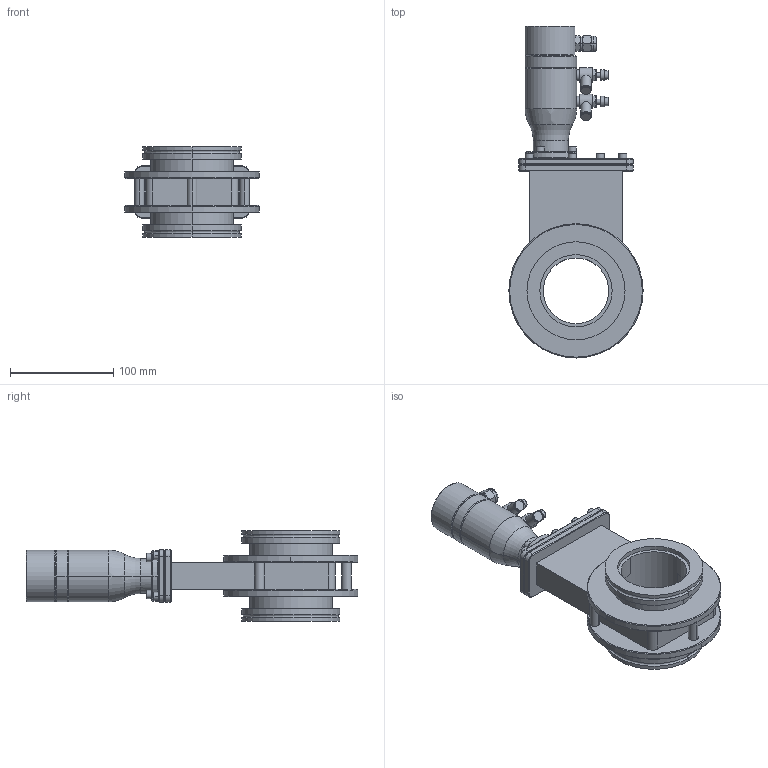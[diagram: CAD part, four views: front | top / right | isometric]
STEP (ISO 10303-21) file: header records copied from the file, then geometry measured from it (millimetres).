
FILE_DESCRIPTION((''),'2;1');
FILE_NAME('11212-0256R','2009-02-13T',('jd'),(''),'PRO/ENGINEER BY PARAMETRIC TECHNOLOGY CORPORATION, 2008400','PRO/ENGINEER BY PARAMETRIC TECHNOLOGY CORPORATION, 2008400','');
FILE_SCHEMA(('CONFIG_CONTROL_DESIGN'));
Length unit declared in the file: inch
Products named in the file (1): 11212-0256R
Bounding box: 130.05 x 321.59 x 87.76 mm (x, y, z)
Volume: 865670.6 mm3; surface area: 137749.7 mm2
Topology: 1 solids, 1 shells, 403 faces, 915 edges, 560 vertices
Faces by surface type: plane 187, cylinder 106, cone 100, torus 8, bspline 2
Entity records: 11642 total; most frequent: CARTESIAN_POINT 2506, DIRECTION 1946, ORIENTED_EDGE 1830, EDGE_CURVE 915, AXIS2_PLACEMENT_3D 742, VERTEX_POINT 560, VECTOR 462, LINE 462
